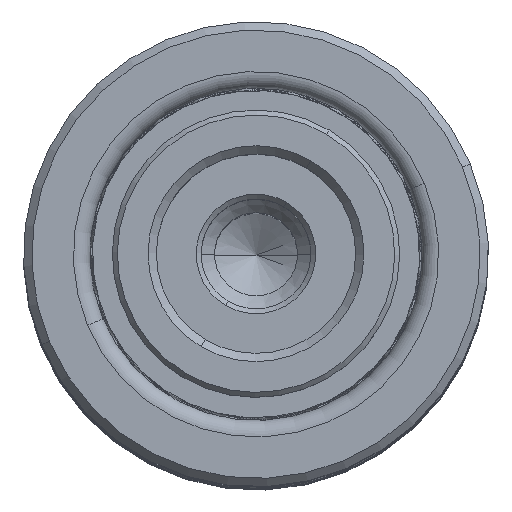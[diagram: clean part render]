
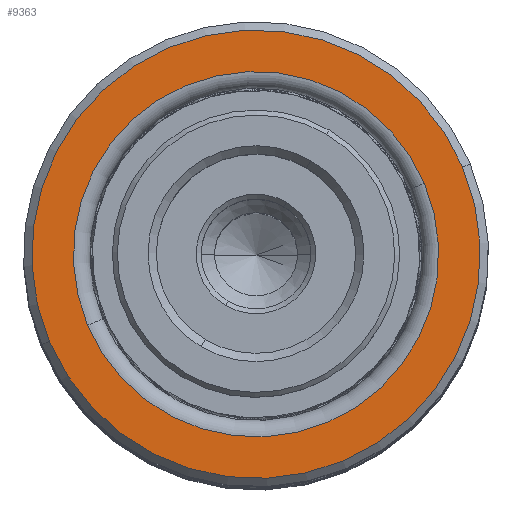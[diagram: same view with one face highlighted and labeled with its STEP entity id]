
A CAD part, top view. The second image highlights one B-rep face of the part: STEP entity #9363.
In plain terms, the highlighted face is planar.
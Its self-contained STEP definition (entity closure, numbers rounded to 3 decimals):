
#495 = CARTESIAN_POINT ( 'NONE',  ( 11., 0., 0. ) ) ;
#1026 = EDGE_CURVE ( 'NONE', #21615, #20115, #19882, .T. ) ;
#1039 = AXIS2_PLACEMENT_3D ( 'NONE', #5912, #23898, #8530 ) ;
#1207 = DIRECTION ( 'NONE',  ( 0., 0., 1. ) ) ;
#3525 = EDGE_CURVE ( 'NONE', #20115, #21615, #17778, .T. ) ;
#4800 = CARTESIAN_POINT ( 'NONE',  ( 0., 0., 0. ) ) ;
#5912 = CARTESIAN_POINT ( 'NONE',  ( 0., 0., 0. ) ) ;
#7388 = DIRECTION ( 'NONE',  ( 0., 0., 1. ) ) ;
#8530 = DIRECTION ( 'NONE',  ( 1., 0., 0. ) ) ;
#9363 = ADVANCED_FACE ( 'NONE', ( #26934, #26135 ), #22778, .F. ) ;
#10660 = EDGE_LOOP ( 'NONE', ( #20438, #27617 ) ) ;
#13223 = CARTESIAN_POINT ( 'NONE',  ( 0., 0., 0. ) ) ;
#13249 = EDGE_LOOP ( 'NONE', ( #26642, #32035 ) ) ;
#13544 = CARTESIAN_POINT ( 'NONE',  ( 0., 0., 0. ) ) ;
#13692 = EDGE_CURVE ( 'NONE', #32866, #20364, #19169, .T. ) ;
#14185 = EDGE_CURVE ( 'NONE', #20364, #32866, #28818, .T. ) ;
#15816 = DIRECTION ( 'NONE',  ( 1., 0., 0. ) ) ;
#16133 = DIRECTION ( 'NONE',  ( 1., 0., 0. ) ) ;
#16600 = CARTESIAN_POINT ( 'NONE',  ( 0., 0., 0. ) ) ;
#17778 = CIRCLE ( 'NONE', #1039, 13.5 ) ;
#17852 = CARTESIAN_POINT ( 'NONE',  ( -13.5, 0., 0. ) ) ;
#17998 = AXIS2_PLACEMENT_3D ( 'NONE', #13223, #31216, #15816 ) ;
#19167 = DIRECTION ( 'NONE',  ( 1., 0., 0. ) ) ;
#19169 = CIRCLE ( 'NONE', #32696, 11. ) ;
#19882 = CIRCLE ( 'NONE', #17998, 13.5 ) ;
#20115 = VERTEX_POINT ( 'NONE', #32873 ) ;
#20364 = VERTEX_POINT ( 'NONE', #32535 ) ;
#20438 = ORIENTED_EDGE ( 'NONE', *, *, #13692, .T. ) ;
#21615 = VERTEX_POINT ( 'NONE', #17852 ) ;
#21693 = AXIS2_PLACEMENT_3D ( 'NONE', #13544, #31542, #16133 ) ;
#22778 = PLANE ( 'NONE',  #29204 ) ;
#23898 = DIRECTION ( 'NONE',  ( 0., 0., -1. ) ) ;
#25369 = DIRECTION ( 'NONE',  ( 1., 0., 0. ) ) ;
#26135 = FACE_OUTER_BOUND ( 'NONE', #13249, .T. ) ;
#26642 = ORIENTED_EDGE ( 'NONE', *, *, #3525, .T. ) ;
#26934 = FACE_BOUND ( 'NONE', #10660, .T. ) ;
#27617 = ORIENTED_EDGE ( 'NONE', *, *, #14185, .T. ) ;
#28818 = CIRCLE ( 'NONE', #21693, 11. ) ;
#29204 = AXIS2_PLACEMENT_3D ( 'NONE', #4800, #7388, #25369 ) ;
#31216 = DIRECTION ( 'NONE',  ( 0., 0., -1. ) ) ;
#31542 = DIRECTION ( 'NONE',  ( 0., 0., 1. ) ) ;
#32035 = ORIENTED_EDGE ( 'NONE', *, *, #1026, .T. ) ;
#32535 = CARTESIAN_POINT ( 'NONE',  ( -11., 0., 0. ) ) ;
#32696 = AXIS2_PLACEMENT_3D ( 'NONE', #16600, #1207, #19167 ) ;
#32866 = VERTEX_POINT ( 'NONE', #495 ) ;
#32873 = CARTESIAN_POINT ( 'NONE',  ( 13.5, 0., 0. ) ) ;
